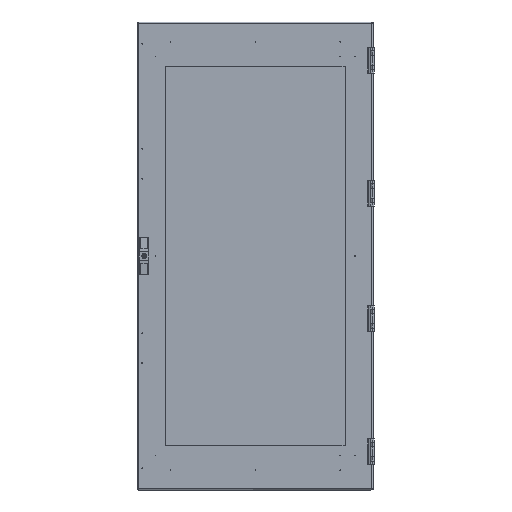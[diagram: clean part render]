
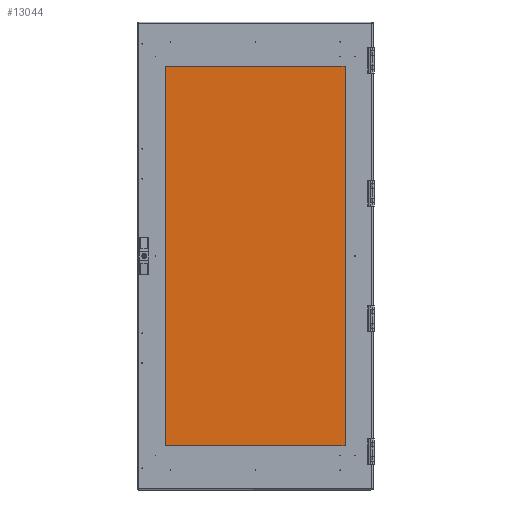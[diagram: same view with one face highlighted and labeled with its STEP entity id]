
A CAD part, top view. The second image highlights one B-rep face of the part: STEP entity #13044.
In plain terms, the highlighted planar face has unit normal (0, 0, 1).
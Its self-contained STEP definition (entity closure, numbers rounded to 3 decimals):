
#815 = VERTEX_POINT ( 'NONE', #8483 ) ;
#1524 = DIRECTION ( 'NONE',  ( 0., 0., 1. ) ) ;
#2120 = CARTESIAN_POINT ( 'NONE',  ( -324.5, 665., 4. ) ) ;
#2715 = DIRECTION ( 'NONE',  ( 0., -1., 0. ) ) ;
#3582 = EDGE_CURVE ( 'NONE', #30912, #815, #28089, .T. ) ;
#5330 = DIRECTION ( 'NONE',  ( 1., 0., 0. ) ) ;
#6385 = VECTOR ( 'NONE', #5330, 1000. ) ;
#7165 = CARTESIAN_POINT ( 'NONE',  ( -323.5, -666., 4. ) ) ;
#7823 = CARTESIAN_POINT ( 'NONE',  ( 323.5, 665., 4. ) ) ;
#8483 = CARTESIAN_POINT ( 'NONE',  ( 323.5, -665., 4. ) ) ;
#8714 = LINE ( 'NONE', #7165, #33701 ) ;
#8828 = ORIENTED_EDGE ( 'NONE', *, *, #12523, .T. ) ;
#8989 = ORIENTED_EDGE ( 'NONE', *, *, #25663, .T. ) ;
#10074 = CARTESIAN_POINT ( 'NONE',  ( 0., 0., 4. ) ) ;
#12201 = LINE ( 'NONE', #15840, #35875 ) ;
#12523 = EDGE_CURVE ( 'NONE', #22448, #19070, #51107, .T. ) ;
#12530 = FACE_OUTER_BOUND ( 'NONE', #42192, .T. ) ;
#13044 = ADVANCED_FACE ( 'NONE', ( #12530 ), #43249, .T. ) ;
#15840 = CARTESIAN_POINT ( 'NONE',  ( 323.5, 666., 4. ) ) ;
#16964 = CARTESIAN_POINT ( 'NONE',  ( 324.5, -665., 4. ) ) ;
#18027 = DIRECTION ( 'NONE',  ( -1., 0., 0. ) ) ;
#19070 = VERTEX_POINT ( 'NONE', #52199 ) ;
#21556 = CARTESIAN_POINT ( 'NONE',  ( -323.5, -665., 4. ) ) ;
#21790 = EDGE_CURVE ( 'NONE', #19070, #30912, #8714, .T. ) ;
#22448 = VERTEX_POINT ( 'NONE', #7823 ) ;
#25663 = EDGE_CURVE ( 'NONE', #815, #22448, #12201, .T. ) ;
#28089 = LINE ( 'NONE', #16964, #6385 ) ;
#30912 = VERTEX_POINT ( 'NONE', #21556 ) ;
#33701 = VECTOR ( 'NONE', #2715, 1000. ) ;
#35875 = VECTOR ( 'NONE', #52996, 1000. ) ;
#38761 = DIRECTION ( 'NONE',  ( 1., 0., 0. ) ) ;
#39734 = ORIENTED_EDGE ( 'NONE', *, *, #21790, .T. ) ;
#41496 = VECTOR ( 'NONE', #18027, 1000. ) ;
#42192 = EDGE_LOOP ( 'NONE', ( #50521, #8989, #8828, #39734 ) ) ;
#43249 = PLANE ( 'NONE',  #45861 ) ;
#45861 = AXIS2_PLACEMENT_3D ( 'NONE', #10074, #1524, #38761 ) ;
#50521 = ORIENTED_EDGE ( 'NONE', *, *, #3582, .T. ) ;
#51107 = LINE ( 'NONE', #2120, #41496 ) ;
#52199 = CARTESIAN_POINT ( 'NONE',  ( -323.5, 665., 4. ) ) ;
#52996 = DIRECTION ( 'NONE',  ( 0., 1., 0. ) ) ;
